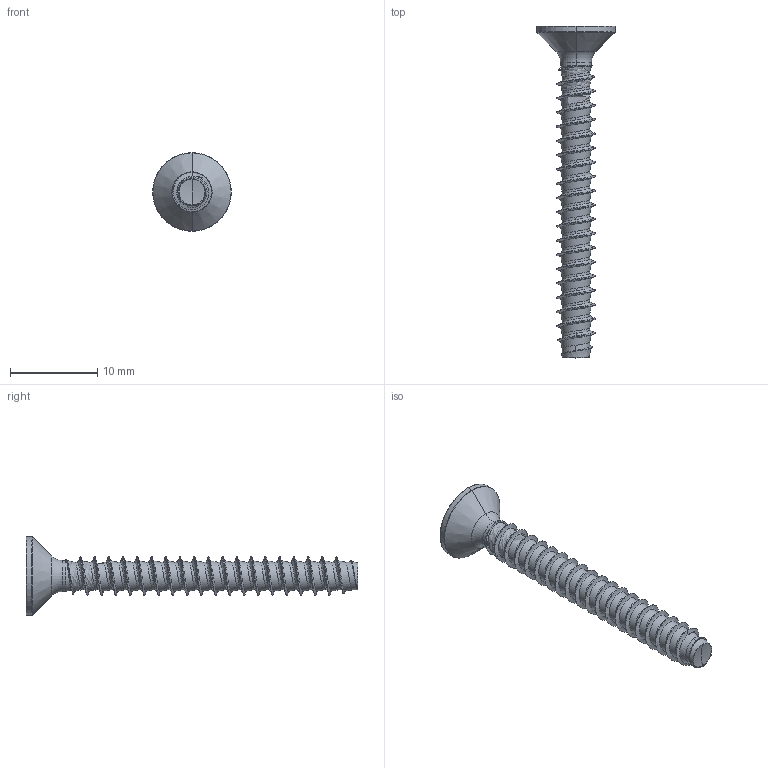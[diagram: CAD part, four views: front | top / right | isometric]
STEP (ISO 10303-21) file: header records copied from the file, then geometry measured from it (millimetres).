
FILE_DESCRIPTION (( 'STEP AP203' ), '1' );
FILE_NAME ('STP410450380.STEP', '2020-09-04T14:09:51', ( '' ), ( '' ), 'SwSTEP 2.0', 'SolidWorks 2015', '' );
FILE_SCHEMA (( 'CONFIG_CONTROL_DESIGN' ));
Length unit declared in the file: millimetre
Products named in the file (2): STP410450380
Bounding box: 9 x 38 x 9 mm (x, y, z)
Volume: 438.3 mm3; surface area: 761.1 mm2
Topology: 1 solids, 1 shells, 122 faces, 313 edges, 193 vertices
Faces by surface type: cylinder 65, bspline 35, cone 12, torus 6, sphere 2, plane 2
Entity records: 35549 total; most frequent: CARTESIAN_POINT 32925, ORIENTED_EDGE 622, DIRECTION 377, EDGE_CURVE 311, VERTEX_POINT 193, AXIS2_PLACEMENT_3D 148, B_SPLINE_CURVE_WITH_KNOTS 130, EDGE_LOOP 124
